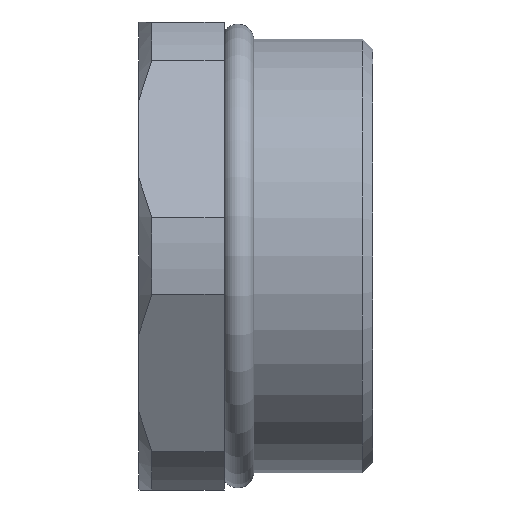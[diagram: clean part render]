
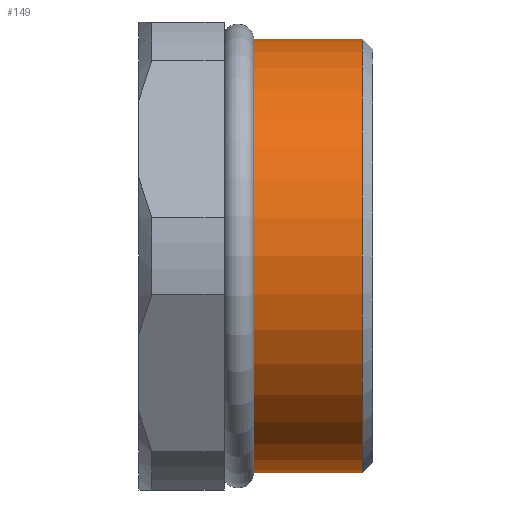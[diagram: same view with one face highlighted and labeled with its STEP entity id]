
A CAD part, left-side view. The second image highlights one B-rep face of the part: STEP entity #149.
In plain terms, the highlighted cylindrical face has radius 10.2 mm (diameter 20.4 mm), a partial arc.
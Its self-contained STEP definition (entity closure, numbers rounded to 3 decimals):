
#41=CYLINDRICAL_SURFACE('',#551,10.2);
#107=LINE('',#891,#137);
#108=LINE('',#892,#138);
#137=VECTOR('',#662,1.);
#138=VECTOR('',#663,1.);
#149=ADVANCED_FACE('NONE',(#179),#41,.T.);
#179=FACE_OUTER_BOUND('',#207,.T.);
#207=EDGE_LOOP('',(#280,#281,#282,#283));
#280=ORIENTED_EDGE('',*,*,#474,.T.);
#281=ORIENTED_EDGE('',*,*,#431,.T.);
#282=ORIENTED_EDGE('',*,*,#475,.F.);
#283=ORIENTED_EDGE('',*,*,#427,.F.);
#377=VERTEX_POINT('',#749);
#379=VERTEX_POINT('',#753);
#380=VERTEX_POINT('',#757);
#383=VERTEX_POINT('',#762);
#427=EDGE_CURVE('NONE',#379,#377,#501,.T.);
#431=EDGE_CURVE('NONE',#380,#383,#503,.T.);
#474=EDGE_CURVE('NONE',#379,#380,#107,.T.);
#475=EDGE_CURVE('NONE',#377,#383,#108,.T.);
#501=CIRCLE('',#534,10.2);
#503=CIRCLE('',#537,10.2);
#534=AXIS2_PLACEMENT_3D('',#754,#600,#601);
#537=AXIS2_PLACEMENT_3D('',#763,#608,#609);
#551=AXIS2_PLACEMENT_3D('',#893,#664,#665);
#600=DIRECTION('',(0.,1.,0.));
#601=DIRECTION('',(0.,0.,1.));
#608=DIRECTION('',(0.,1.,0.));
#609=DIRECTION('',(0.,0.,-1.));
#662=DIRECTION('',(0.,-1.,0.));
#663=DIRECTION('',(0.,-1.,0.));
#664=DIRECTION('',(0.,1.,0.));
#665=DIRECTION('',(0.,0.,1.));
#749=CARTESIAN_POINT('',(0.,-5.398,10.2));
#753=CARTESIAN_POINT('',(0.,-5.398,-10.2));
#754=CARTESIAN_POINT('',(0.,-5.398,0.));
#757=CARTESIAN_POINT('',(0.,-10.5,-10.2));
#762=CARTESIAN_POINT('',(0.,-10.5,10.2));
#763=CARTESIAN_POINT('',(0.,-10.5,0.));
#891=CARTESIAN_POINT('',(0.,25.055,-10.2));
#892=CARTESIAN_POINT('',(0.,25.055,10.2));
#893=CARTESIAN_POINT('',(0.,25.055,0.));
